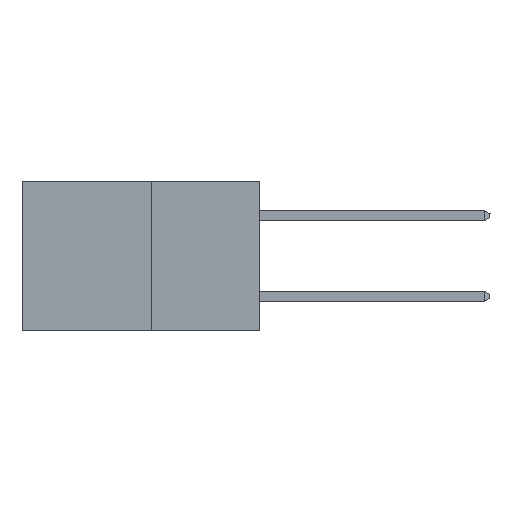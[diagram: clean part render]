
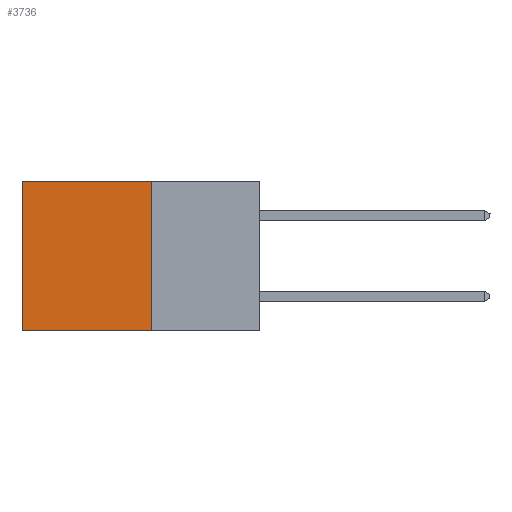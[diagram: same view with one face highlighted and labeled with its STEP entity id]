
A CAD part, left-side view. The second image highlights one B-rep face of the part: STEP entity #3736.
In plain terms, the highlighted planar face has unit normal (-1, 0, 0).
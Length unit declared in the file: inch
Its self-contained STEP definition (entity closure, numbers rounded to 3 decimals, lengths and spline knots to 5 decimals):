
#55 = FACE_OUTER_BOUND ( 'NONE', #9490, .T. ) ;
#172 = VECTOR ( 'NONE', #11010, 39.37008 ) ;
#174 = ORIENTED_EDGE ( 'NONE', *, *, #5379, .T. ) ;
#181 = PLANE ( 'NONE',  #11633 ) ;
#196 = VERTEX_POINT ( 'NONE', #2835 ) ;
#409 = ORIENTED_EDGE ( 'NONE', *, *, #8813, .F. ) ;
#901 = CARTESIAN_POINT ( 'NONE',  ( 0.277, 0.27, -0.37 ) ) ;
#1096 = EDGE_CURVE ( 'NONE', #196, #8368, #11047, .T. ) ;
#1410 = DIRECTION ( 'NONE',  ( 0., 1., 0. ) ) ;
#1636 = CARTESIAN_POINT ( 'NONE',  ( 0.277, 0.27, -0.37 ) ) ;
#2032 = EDGE_CURVE ( 'NONE', #196, #12180, #2572, .T. ) ;
#2166 = CARTESIAN_POINT ( 'NONE',  ( 0.277, 0.27, 0. ) ) ;
#2371 = LINE ( 'NONE', #13392, #172 ) ;
#2470 = CARTESIAN_POINT ( 'NONE',  ( 0.277, 0.59, 0. ) ) ;
#2572 = LINE ( 'NONE', #2166, #10212 ) ;
#2835 = CARTESIAN_POINT ( 'NONE',  ( 0.277, 0.27, 0. ) ) ;
#3366 = DIRECTION ( 'NONE',  ( 0., 1., 0. ) ) ;
#3736 = ADVANCED_FACE ( 'NONE', ( #55 ), #181, .F. ) ;
#5226 = ORIENTED_EDGE ( 'NONE', *, *, #2032, .T. ) ;
#5379 = EDGE_CURVE ( 'NONE', #12180, #8553, #2371, .T. ) ;
#6311 = ORIENTED_EDGE ( 'NONE', *, *, #1096, .F. ) ;
#7507 = DIRECTION ( 'NONE',  ( 1., 0., 0. ) ) ;
#7610 = LINE ( 'NONE', #9613, #10383 ) ;
#7936 = VECTOR ( 'NONE', #10980, 39.37008 ) ;
#8368 = VERTEX_POINT ( 'NONE', #13087 ) ;
#8553 = VERTEX_POINT ( 'NONE', #12355 ) ;
#8813 = EDGE_CURVE ( 'NONE', #8368, #8553, #7610, .T. ) ;
#9119 = DIRECTION ( 'NONE',  ( 0., 0., -1. ) ) ;
#9490 = EDGE_LOOP ( 'NONE', ( #174, #409, #6311, #5226 ) ) ;
#9613 = CARTESIAN_POINT ( 'NONE',  ( 0.277, 0.27, -0.37 ) ) ;
#10212 = VECTOR ( 'NONE', #1410, 39.37008 ) ;
#10383 = VECTOR ( 'NONE', #3366, 39.37008 ) ;
#10980 = DIRECTION ( 'NONE',  ( 0., 0., -1. ) ) ;
#11010 = DIRECTION ( 'NONE',  ( 0., 0., -1. ) ) ;
#11047 = LINE ( 'NONE', #901, #7936 ) ;
#11633 = AXIS2_PLACEMENT_3D ( 'NONE', #1636, #7507, #9119 ) ;
#12180 = VERTEX_POINT ( 'NONE', #2470 ) ;
#12355 = CARTESIAN_POINT ( 'NONE',  ( 0.277, 0.59, -0.37 ) ) ;
#13087 = CARTESIAN_POINT ( 'NONE',  ( 0.277, 0.27, -0.37 ) ) ;
#13392 = CARTESIAN_POINT ( 'NONE',  ( 0.277, 0.59, -0.37 ) ) ;
